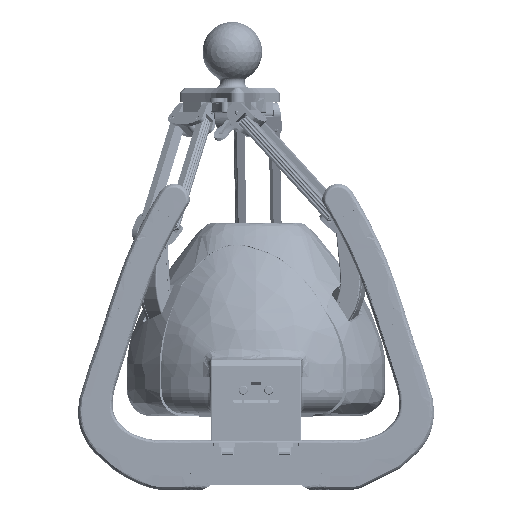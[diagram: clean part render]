
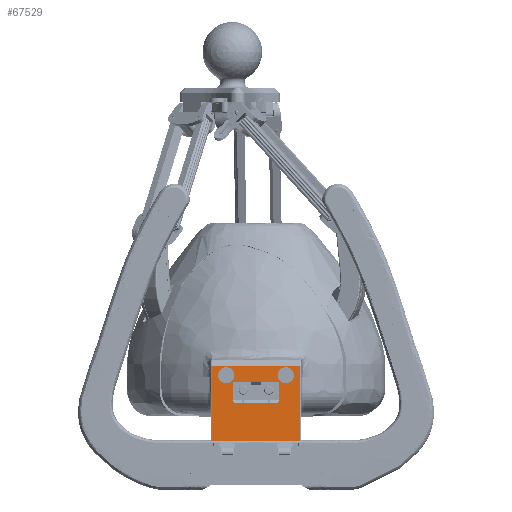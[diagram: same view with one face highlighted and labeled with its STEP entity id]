
A CAD part, front view. The second image highlights one B-rep face of the part: STEP entity #67529.
In plain terms, the highlighted face is planar.
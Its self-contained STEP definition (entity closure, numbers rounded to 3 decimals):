
#1489 = CARTESIAN_POINT ( 'NONE',  ( -16.902, 12.063, 0. ) ) ;
#5167 = CARTESIAN_POINT ( 'NONE',  ( 23.152, 12.063, 0. ) ) ;
#5477 = CARTESIAN_POINT ( 'NONE',  ( 18., 17.5, 0. ) ) ;
#5706 = CARTESIAN_POINT ( 'NONE',  ( -18., 17.5, 0. ) ) ;
#5970 = DIRECTION ( 'NONE',  ( 0., 0., 1. ) ) ;
#7936 = CARTESIAN_POINT ( 'NONE',  ( -18., 31.5, 0. ) ) ;
#8590 = LINE ( 'NONE', #70945, #158286 ) ;
#12217 = DIRECTION ( 'NONE',  ( 0., 0., 1. ) ) ;
#12930 = DIRECTION ( 'NONE',  ( 0., 0., -1. ) ) ;
#13435 = EDGE_CURVE ( 'NONE', #47167, #28723, #29781, .T. ) ;
#13496 = VECTOR ( 'NONE', #90121, 1000. ) ;
#13715 = VERTEX_POINT ( 'NONE', #99385 ) ;
#15938 = LINE ( 'NONE', #28856, #146347 ) ;
#16975 = EDGE_CURVE ( 'NONE', #149089, #149089, #24549, .T. ) ;
#22006 = ORIENTED_EDGE ( 'NONE', *, *, #46744, .T. ) ;
#22324 = DIRECTION ( 'NONE',  ( 0., -1., 0. ) ) ;
#24549 = CIRCLE ( 'NONE', #135940, 6.25 ) ;
#27948 = EDGE_CURVE ( 'NONE', #120266, #134069, #143795, .T. ) ;
#28723 = VERTEX_POINT ( 'NONE', #5706 ) ;
#28856 = CARTESIAN_POINT ( 'NONE',  ( -18., 31.5, 0. ) ) ;
#29781 = LINE ( 'NONE', #5477, #128107 ) ;
#30028 = VERTEX_POINT ( 'NONE', #101407 ) ;
#32040 = CARTESIAN_POINT ( 'NONE',  ( 16., 33.5, 0. ) ) ;
#32922 = EDGE_CURVE ( 'NONE', #13715, #148958, #151871, .T. ) ;
#33185 = VECTOR ( 'NONE', #131006, 1000. ) ;
#35120 = DIRECTION ( 'NONE',  ( -1., 0., 0. ) ) ;
#37285 = DIRECTION ( 'NONE',  ( 0., -1., 0. ) ) ;
#41036 = LINE ( 'NONE', #32040, #33185 ) ;
#43650 = EDGE_LOOP ( 'NONE', ( #63962 ) ) ;
#44225 = VERTEX_POINT ( 'NONE', #76137 ) ;
#45402 = EDGE_CURVE ( 'NONE', #88715, #44225, #62401, .T. ) ;
#46744 = EDGE_CURVE ( 'NONE', #44225, #13715, #81433, .T. ) ;
#47167 = VERTEX_POINT ( 'NONE', #113783 ) ;
#47321 = LINE ( 'NONE', #110487, #88967 ) ;
#47916 = EDGE_CURVE ( 'NONE', #59066, #30028, #154120, .T. ) ;
#47950 = ORIENTED_EDGE ( 'NONE', *, *, #47916, .F. ) ;
#48018 = EDGE_CURVE ( 'NONE', #28723, #120266, #15938, .T. ) ;
#49766 = DIRECTION ( 'NONE',  ( 1., 0., 0. ) ) ;
#50593 = CARTESIAN_POINT ( 'NONE',  ( 34.2, 63., 0. ) ) ;
#51034 = CARTESIAN_POINT ( 'NONE',  ( 16., 31.5, 0. ) ) ;
#59066 = VERTEX_POINT ( 'NONE', #94745 ) ;
#62401 = LINE ( 'NONE', #148423, #101843 ) ;
#63524 = DIRECTION ( 'NONE',  ( 0., 0., -1. ) ) ;
#63729 = DIRECTION ( 'NONE',  ( 1., 0., 0. ) ) ;
#63962 = ORIENTED_EDGE ( 'NONE', *, *, #16975, .F. ) ;
#65479 = VERTEX_POINT ( 'NONE', #88993 ) ;
#67529 = ADVANCED_FACE ( 'NONE', ( #133054, #97282, #146834, #72966 ), #71368, .F. ) ;
#70901 = VECTOR ( 'NONE', #104162, 1000. ) ;
#70945 = CARTESIAN_POINT ( 'NONE',  ( 18., 31.5, 0. ) ) ;
#71368 = PLANE ( 'NONE',  #153168 ) ;
#72966 = FACE_BOUND ( 'NONE', #43650, .T. ) ;
#74748 = AXIS2_PLACEMENT_3D ( 'NONE', #5167, #5970, #142214 ) ;
#75863 = CARTESIAN_POINT ( 'NONE',  ( -23.152, 12.063, 0. ) ) ;
#76137 = CARTESIAN_POINT ( 'NONE',  ( 34.2, 5.222, 0. ) ) ;
#76369 = EDGE_CURVE ( 'NONE', #88715, #148958, #47321, .T. ) ;
#81433 = LINE ( 'NONE', #115579, #70901 ) ;
#81637 = ORIENTED_EDGE ( 'NONE', *, *, #97675, .F. ) ;
#84081 = AXIS2_PLACEMENT_3D ( 'NONE', #51034, #12930, #148359 ) ;
#88715 = VERTEX_POINT ( 'NONE', #50593 ) ;
#88807 = DIRECTION ( 'NONE',  ( 0., 0., -1. ) ) ;
#88967 = VECTOR ( 'NONE', #35120, 1000. ) ;
#88993 = CARTESIAN_POINT ( 'NONE',  ( 29.402, 12.063, 0. ) ) ;
#90121 = DIRECTION ( 'NONE',  ( 0., 1., 0. ) ) ;
#94477 = AXIS2_PLACEMENT_3D ( 'NONE', #126740, #63524, #49766 ) ;
#94745 = CARTESIAN_POINT ( 'NONE',  ( 16., 33.5, 0. ) ) ;
#95326 = CARTESIAN_POINT ( 'NONE',  ( -16., 33.5, 0. ) ) ;
#97282 = FACE_OUTER_BOUND ( 'NONE', #141971, .T. ) ;
#97675 = EDGE_CURVE ( 'NONE', #30028, #47167, #8590, .T. ) ;
#99385 = CARTESIAN_POINT ( 'NONE',  ( -34.2, 5.222, 0. ) ) ;
#101407 = CARTESIAN_POINT ( 'NONE',  ( 18., 31.5, 0. ) ) ;
#101843 = VECTOR ( 'NONE', #37285, 1000. ) ;
#103581 = EDGE_LOOP ( 'NONE', ( #108218 ) ) ;
#104162 = DIRECTION ( 'NONE',  ( -1., 0., 0. ) ) ;
#108218 = ORIENTED_EDGE ( 'NONE', *, *, #151287, .T. ) ;
#110487 = CARTESIAN_POINT ( 'NONE',  ( 35., 63., 0. ) ) ;
#112383 = ORIENTED_EDGE ( 'NONE', *, *, #27948, .F. ) ;
#113783 = CARTESIAN_POINT ( 'NONE',  ( 18., 17.5, 0. ) ) ;
#115579 = CARTESIAN_POINT ( 'NONE',  ( -35., 5.222, 0. ) ) ;
#116568 = CARTESIAN_POINT ( 'NONE',  ( -34.2, 63., 0. ) ) ;
#118746 = CIRCLE ( 'NONE', #74748, 6.25 ) ;
#120266 = VERTEX_POINT ( 'NONE', #7936 ) ;
#121775 = ORIENTED_EDGE ( 'NONE', *, *, #76369, .F. ) ;
#122475 = DIRECTION ( 'NONE',  ( 1., 0., 0. ) ) ;
#123286 = CARTESIAN_POINT ( 'NONE',  ( -35., 63., 0. ) ) ;
#124359 = ORIENTED_EDGE ( 'NONE', *, *, #13435, .F. ) ;
#125502 = ORIENTED_EDGE ( 'NONE', *, *, #48018, .F. ) ;
#126740 = CARTESIAN_POINT ( 'NONE',  ( -16., 31.5, 0. ) ) ;
#128107 = VECTOR ( 'NONE', #143317, 1000. ) ;
#131006 = DIRECTION ( 'NONE',  ( 1., 0., 0. ) ) ;
#133054 = FACE_BOUND ( 'NONE', #154896, .T. ) ;
#134069 = VERTEX_POINT ( 'NONE', #95326 ) ;
#135940 = AXIS2_PLACEMENT_3D ( 'NONE', #75863, #88807, #63729 ) ;
#138986 = ORIENTED_EDGE ( 'NONE', *, *, #32922, .T. ) ;
#140369 = ORIENTED_EDGE ( 'NONE', *, *, #45402, .T. ) ;
#140812 = DIRECTION ( 'NONE',  ( 0., 1., 0. ) ) ;
#141971 = EDGE_LOOP ( 'NONE', ( #121775, #140369, #22006, #138986 ) ) ;
#142214 = DIRECTION ( 'NONE',  ( 1., 0., 0. ) ) ;
#143317 = DIRECTION ( 'NONE',  ( -1., 0., 0. ) ) ;
#143795 = CIRCLE ( 'NONE', #94477, 2. ) ;
#146309 = ORIENTED_EDGE ( 'NONE', *, *, #150779, .F. ) ;
#146347 = VECTOR ( 'NONE', #140812, 1000. ) ;
#146437 = CARTESIAN_POINT ( 'NONE',  ( -34.2, 63., 0. ) ) ;
#146834 = FACE_BOUND ( 'NONE', #103581, .T. ) ;
#148359 = DIRECTION ( 'NONE',  ( -1., 0., 0. ) ) ;
#148423 = CARTESIAN_POINT ( 'NONE',  ( 34.2, 63., 0. ) ) ;
#148958 = VERTEX_POINT ( 'NONE', #116568 ) ;
#149089 = VERTEX_POINT ( 'NONE', #1489 ) ;
#150779 = EDGE_CURVE ( 'NONE', #134069, #59066, #41036, .T. ) ;
#151287 = EDGE_CURVE ( 'NONE', #65479, #65479, #118746, .T. ) ;
#151871 = LINE ( 'NONE', #146437, #13496 ) ;
#153168 = AXIS2_PLACEMENT_3D ( 'NONE', #123286, #12217, #122475 ) ;
#154120 = CIRCLE ( 'NONE', #84081, 2. ) ;
#154896 = EDGE_LOOP ( 'NONE', ( #112383, #125502, #124359, #81637, #47950, #146309 ) ) ;
#158286 = VECTOR ( 'NONE', #22324, 1000. ) ;
